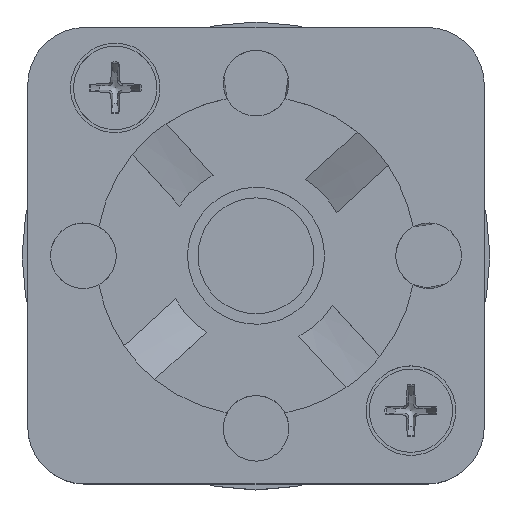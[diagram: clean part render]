
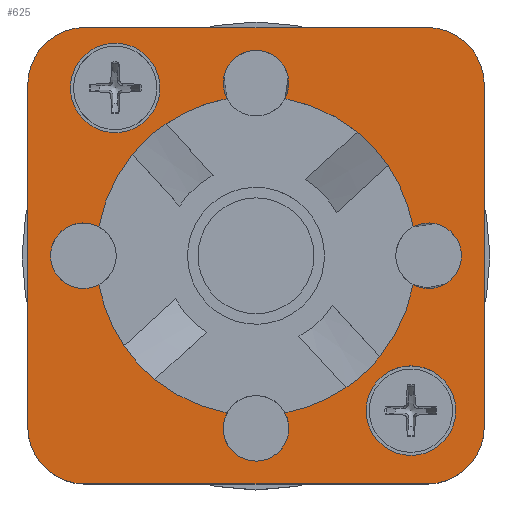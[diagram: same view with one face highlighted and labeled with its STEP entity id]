
A CAD part, top view. The second image highlights one B-rep face of the part: STEP entity #625.
In plain terms, the highlighted planar face has unit normal (0, 0, 1).
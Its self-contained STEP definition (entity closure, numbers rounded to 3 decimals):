
#160=CARTESIAN_POINT('',(-15.849,9.905,9.5));
#161=VERTEX_POINT('',#160);
#162=CARTESIAN_POINT('',(-16.191,5.995,9.5));
#163=DIRECTION('',(0.0,0.0,-1.0));
#164=DIRECTION('',(0.087,0.996,0.0));
#165=AXIS2_PLACEMENT_3D('',#162,#163,#164);
#166=CIRCLE('',#165,3.925);
#167=EDGE_CURVE('',#161,#161,#166,.T.);
#311=CARTESIAN_POINT('',(13.647,-22.289,9.5));
#312=VERTEX_POINT('',#311);
#313=CARTESIAN_POINT('',(9.722,-22.289,9.5));
#314=DIRECTION('',(0.0,0.0,-1.0));
#315=DIRECTION('',(1.0,0.0,0.0));
#316=AXIS2_PLACEMENT_3D('',#313,#314,#315);
#317=CIRCLE('',#316,3.925);
#318=EDGE_CURVE('',#312,#312,#317,.T.);
#353=CARTESIAN_POINT('',(-1.319,-22.482,9.5));
#354=VERTEX_POINT('',#353);
#370=CARTESIAN_POINT('',(-6.388,-22.482,9.5));
#371=VERTEX_POINT('',#370);
#378=CARTESIAN_POINT('',(-3.853,-23.839,9.5));
#379=DIRECTION('',(0.0,0.0,-1.0));
#380=DIRECTION('',(1.0,0.0,0.0));
#381=AXIS2_PLACEMENT_3D('',#378,#379,#380);
#382=CIRCLE('',#381,2.875);
#383=EDGE_CURVE('',#354,#371,#382,.T.);
#408=CARTESIAN_POINT('',(-3.853,-8.714,9.5));
#409=DIRECTION('',(0.0,0.0,1.0));
#410=DIRECTION('',(1.0,0.0,0.0));
#411=AXIS2_PLACEMENT_3D('',#408,#409,#410);
#412=PLANE('',#411);
#413=CARTESIAN_POINT('',(-18.853,11.286,9.5));
#414=VERTEX_POINT('',#413);
#415=CARTESIAN_POINT('',(11.147,11.286,9.5));
#416=VERTEX_POINT('',#415);
#417=CARTESIAN_POINT('',(-18.853,11.286,9.5));
#418=DIRECTION('',(1.0,0.0,0.0));
#419=VECTOR('',#418,30.);
#420=LINE('',#417,#419);
#421=EDGE_CURVE('',#414,#416,#420,.T.);
#422=ORIENTED_EDGE('',*,*,#421,.F.);
#423=CARTESIAN_POINT('',(-23.853,6.286,9.5));
#424=VERTEX_POINT('',#423);
#425=CARTESIAN_POINT('',(-18.853,6.286,9.5));
#426=DIRECTION('',(0.0,0.0,-1.0));
#427=DIRECTION('',(0.0,1.0,0.0));
#428=AXIS2_PLACEMENT_3D('',#425,#426,#427);
#429=CIRCLE('',#428,5.);
#430=EDGE_CURVE('',#424,#414,#429,.T.);
#431=ORIENTED_EDGE('',*,*,#430,.F.);
#432=CARTESIAN_POINT('',(-23.853,-23.714,9.5));
#433=VERTEX_POINT('',#432);
#434=CARTESIAN_POINT('',(-23.853,-23.714,9.5));
#435=DIRECTION('',(0.0,1.0,0.0));
#436=VECTOR('',#435,30.);
#437=LINE('',#434,#436);
#438=EDGE_CURVE('',#433,#424,#437,.T.);
#439=ORIENTED_EDGE('',*,*,#438,.F.);
#440=CARTESIAN_POINT('',(-18.853,-28.714,9.5));
#441=VERTEX_POINT('',#440);
#442=CARTESIAN_POINT('',(-18.853,-23.714,9.5));
#443=DIRECTION('',(0.0,0.0,-1.0));
#444=DIRECTION('',(-1.0,0.0,0.0));
#445=AXIS2_PLACEMENT_3D('',#442,#443,#444);
#446=CIRCLE('',#445,5.);
#447=EDGE_CURVE('',#441,#433,#446,.T.);
#448=ORIENTED_EDGE('',*,*,#447,.F.);
#449=CARTESIAN_POINT('',(11.147,-28.714,9.5));
#450=VERTEX_POINT('',#449);
#451=CARTESIAN_POINT('',(11.147,-28.714,9.5));
#452=DIRECTION('',(-1.0,0.0,0.0));
#453=VECTOR('',#452,30.0);
#454=LINE('',#451,#453);
#455=EDGE_CURVE('',#450,#441,#454,.T.);
#456=ORIENTED_EDGE('',*,*,#455,.F.);
#457=CARTESIAN_POINT('',(16.147,-23.714,9.5));
#458=VERTEX_POINT('',#457);
#459=CARTESIAN_POINT('',(11.147,-23.714,9.5));
#460=DIRECTION('',(0.0,0.0,-1.0));
#461=DIRECTION('',(0.0,-1.0,0.0));
#462=AXIS2_PLACEMENT_3D('',#459,#460,#461);
#463=CIRCLE('',#462,5.);
#464=EDGE_CURVE('',#458,#450,#463,.T.);
#465=ORIENTED_EDGE('',*,*,#464,.F.);
#466=CARTESIAN_POINT('',(16.147,6.286,9.5));
#467=VERTEX_POINT('',#466);
#468=CARTESIAN_POINT('',(16.147,6.286,9.5));
#469=DIRECTION('',(0.0,-1.0,0.0));
#470=VECTOR('',#469,30.0);
#471=LINE('',#468,#470);
#472=EDGE_CURVE('',#467,#458,#471,.T.);
#473=ORIENTED_EDGE('',*,*,#472,.F.);
#474=CARTESIAN_POINT('',(11.147,6.286,9.5));
#475=DIRECTION('',(0.0,0.0,-1.0));
#476=DIRECTION('',(1.0,0.0,0.0));
#477=AXIS2_PLACEMENT_3D('',#474,#475,#476);
#478=CIRCLE('',#477,5.0);
#479=EDGE_CURVE('',#416,#467,#478,.T.);
#480=ORIENTED_EDGE('',*,*,#479,.F.);
#481=EDGE_LOOP('',(#422,#431,#439,#448,#456,#465,#473,#480));
#482=FACE_OUTER_BOUND('',#481,.T.);
#483=ORIENTED_EDGE('',*,*,#167,.T.);
#484=EDGE_LOOP('',(#483));
#485=FACE_BOUND('',#484,.T.);
#486=ORIENTED_EDGE('',*,*,#318,.T.);
#487=EDGE_LOOP('',(#486));
#488=FACE_BOUND('',#487,.T.);
#489=ORIENTED_EDGE('',*,*,#383,.T.);
#490=CARTESIAN_POINT('',(-12.719,-19.549,9.5));
#491=VERTEX_POINT('',#490);
#492=CARTESIAN_POINT('',(-3.853,-8.714,9.5));
#493=DIRECTION('',(0.0,0.0,-1.0));
#494=DIRECTION('',(0.0,1.0,0.0));
#495=AXIS2_PLACEMENT_3D('',#492,#493,#494);
#496=CIRCLE('',#495,14.);
#497=EDGE_CURVE('',#371,#491,#496,.T.);
#498=ORIENTED_EDGE('',*,*,#497,.T.);
#499=CARTESIAN_POINT('',(-15.421,-16.599,9.5));
#500=VERTEX_POINT('',#499);
#501=CARTESIAN_POINT('',(-3.853,-8.714,9.5));
#502=DIRECTION('',(0.0,0.0,-1.0));
#503=DIRECTION('',(0.0,1.0,0.0));
#504=AXIS2_PLACEMENT_3D('',#501,#502,#503);
#505=CIRCLE('',#504,14.);
#506=EDGE_CURVE('',#491,#500,#505,.T.);
#507=ORIENTED_EDGE('',*,*,#506,.T.);
#508=CARTESIAN_POINT('',(-17.622,-11.248,9.5));
#509=VERTEX_POINT('',#508);
#510=CARTESIAN_POINT('',(-3.853,-8.714,9.5));
#511=DIRECTION('',(0.0,0.0,-1.0));
#512=DIRECTION('',(0.0,1.0,0.0));
#513=AXIS2_PLACEMENT_3D('',#510,#511,#512);
#514=CIRCLE('',#513,14.);
#515=EDGE_CURVE('',#500,#509,#514,.T.);
#516=ORIENTED_EDGE('',*,*,#515,.T.);
#517=CARTESIAN_POINT('',(-17.622,-6.179,9.5));
#518=VERTEX_POINT('',#517);
#519=CARTESIAN_POINT('',(-18.978,-8.714,9.5));
#520=DIRECTION('',(0.0,0.0,-1.0));
#521=DIRECTION('',(-1.0,0.0,0.0));
#522=AXIS2_PLACEMENT_3D('',#519,#520,#521);
#523=CIRCLE('',#522,2.875);
#524=EDGE_CURVE('',#509,#518,#523,.T.);
#525=ORIENTED_EDGE('',*,*,#524,.T.);
#526=CARTESIAN_POINT('',(-14.689,0.152,9.5));
#527=VERTEX_POINT('',#526);
#528=CARTESIAN_POINT('',(-3.853,-8.714,9.5));
#529=DIRECTION('',(0.0,0.0,-1.0));
#530=DIRECTION('',(0.0,1.0,0.0));
#531=AXIS2_PLACEMENT_3D('',#528,#529,#530);
#532=CIRCLE('',#531,14.);
#533=EDGE_CURVE('',#518,#527,#532,.T.);
#534=ORIENTED_EDGE('',*,*,#533,.T.);
#535=CARTESIAN_POINT('',(-11.739,2.854,9.5));
#536=VERTEX_POINT('',#535);
#537=CARTESIAN_POINT('',(-3.853,-8.714,9.5));
#538=DIRECTION('',(0.0,0.0,-1.0));
#539=DIRECTION('',(0.0,1.0,0.0));
#540=AXIS2_PLACEMENT_3D('',#537,#538,#539);
#541=CIRCLE('',#540,14.);
#542=EDGE_CURVE('',#527,#536,#541,.T.);
#543=ORIENTED_EDGE('',*,*,#542,.T.);
#544=CARTESIAN_POINT('',(-6.388,5.055,9.5));
#545=VERTEX_POINT('',#544);
#546=CARTESIAN_POINT('',(-3.853,-8.714,9.5));
#547=DIRECTION('',(0.0,0.0,-1.0));
#548=DIRECTION('',(0.0,1.0,0.0));
#549=AXIS2_PLACEMENT_3D('',#546,#547,#548);
#550=CIRCLE('',#549,14.);
#551=EDGE_CURVE('',#536,#545,#550,.T.);
#552=ORIENTED_EDGE('',*,*,#551,.T.);
#553=CARTESIAN_POINT('',(-1.319,5.055,9.5));
#554=VERTEX_POINT('',#553);
#555=CARTESIAN_POINT('',(-3.853,6.411,9.5));
#556=DIRECTION('',(0.0,0.0,-1.0));
#557=DIRECTION('',(1.0,0.0,0.0));
#558=AXIS2_PLACEMENT_3D('',#555,#556,#557);
#559=CIRCLE('',#558,2.875);
#560=EDGE_CURVE('',#545,#554,#559,.T.);
#561=ORIENTED_EDGE('',*,*,#560,.T.);
#562=CARTESIAN_POINT('',(5.012,2.122,9.5));
#563=VERTEX_POINT('',#562);
#564=CARTESIAN_POINT('',(-3.853,-8.714,9.5));
#565=DIRECTION('',(0.0,0.0,-1.0));
#566=DIRECTION('',(0.0,1.0,0.0));
#567=AXIS2_PLACEMENT_3D('',#564,#565,#566);
#568=CIRCLE('',#567,14.);
#569=EDGE_CURVE('',#554,#563,#568,.T.);
#570=ORIENTED_EDGE('',*,*,#569,.T.);
#571=CARTESIAN_POINT('',(7.714,-0.828,9.5));
#572=VERTEX_POINT('',#571);
#573=CARTESIAN_POINT('',(-3.853,-8.714,9.5));
#574=DIRECTION('',(0.0,0.0,-1.0));
#575=DIRECTION('',(0.0,1.0,0.0));
#576=AXIS2_PLACEMENT_3D('',#573,#574,#575);
#577=CIRCLE('',#576,14.);
#578=EDGE_CURVE('',#563,#572,#577,.T.);
#579=ORIENTED_EDGE('',*,*,#578,.T.);
#580=CARTESIAN_POINT('',(9.915,-6.179,9.5));
#581=VERTEX_POINT('',#580);
#582=CARTESIAN_POINT('',(-3.853,-8.714,9.5));
#583=DIRECTION('',(0.0,0.0,-1.0));
#584=DIRECTION('',(0.0,1.0,0.0));
#585=AXIS2_PLACEMENT_3D('',#582,#583,#584);
#586=CIRCLE('',#585,14.);
#587=EDGE_CURVE('',#572,#581,#586,.T.);
#588=ORIENTED_EDGE('',*,*,#587,.T.);
#589=CARTESIAN_POINT('',(9.915,-11.248,9.5));
#590=VERTEX_POINT('',#589);
#591=CARTESIAN_POINT('',(11.272,-8.714,9.5));
#592=DIRECTION('',(0.0,0.0,-1.0));
#593=DIRECTION('',(1.0,0.0,0.0));
#594=AXIS2_PLACEMENT_3D('',#591,#592,#593);
#595=CIRCLE('',#594,2.875);
#596=EDGE_CURVE('',#581,#590,#595,.T.);
#597=ORIENTED_EDGE('',*,*,#596,.T.);
#598=CARTESIAN_POINT('',(6.982,-17.579,9.5));
#599=VERTEX_POINT('',#598);
#600=CARTESIAN_POINT('',(-3.853,-8.714,9.5));
#601=DIRECTION('',(0.0,0.0,-1.0));
#602=DIRECTION('',(0.0,1.0,0.0));
#603=AXIS2_PLACEMENT_3D('',#600,#601,#602);
#604=CIRCLE('',#603,14.);
#605=EDGE_CURVE('',#590,#599,#604,.T.);
#606=ORIENTED_EDGE('',*,*,#605,.T.);
#607=CARTESIAN_POINT('',(4.032,-20.281,9.5));
#608=VERTEX_POINT('',#607);
#609=CARTESIAN_POINT('',(-3.853,-8.714,9.5));
#610=DIRECTION('',(0.0,0.0,-1.0));
#611=DIRECTION('',(0.0,1.0,0.0));
#612=AXIS2_PLACEMENT_3D('',#609,#610,#611);
#613=CIRCLE('',#612,14.);
#614=EDGE_CURVE('',#599,#608,#613,.T.);
#615=ORIENTED_EDGE('',*,*,#614,.T.);
#616=CARTESIAN_POINT('',(-3.853,-8.714,9.5));
#617=DIRECTION('',(0.0,0.0,-1.0));
#618=DIRECTION('',(0.0,1.0,0.0));
#619=AXIS2_PLACEMENT_3D('',#616,#617,#618);
#620=CIRCLE('',#619,14.);
#621=EDGE_CURVE('',#608,#354,#620,.T.);
#622=ORIENTED_EDGE('',*,*,#621,.T.);
#623=EDGE_LOOP('',(#489,#498,#507,#516,#525,#534,#543,#552,#561,#570,#579,#588,#597,#606,#615,#622));
#624=FACE_BOUND('',#623,.T.);
#625=ADVANCED_FACE('',(#482,#485,#488,#624),#412,.T.);
